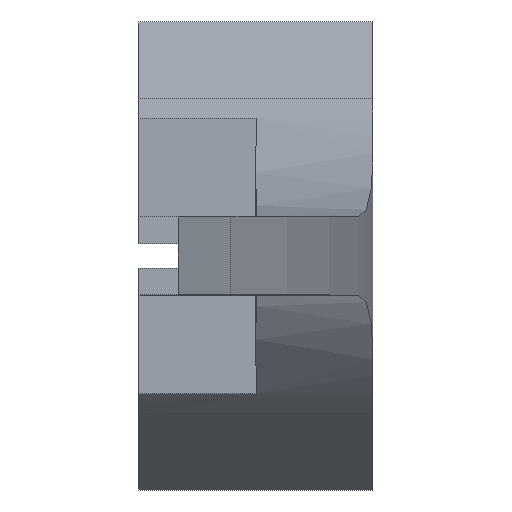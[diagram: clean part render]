
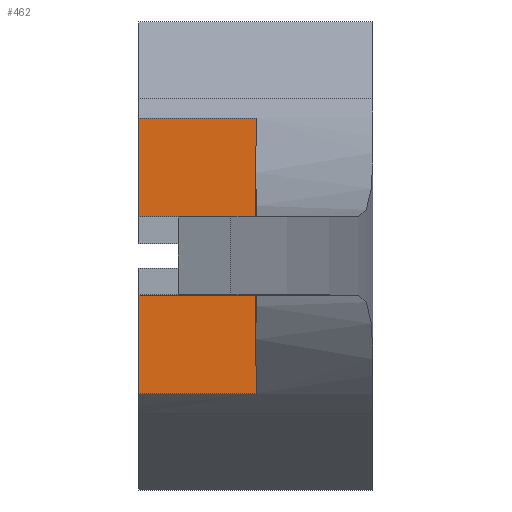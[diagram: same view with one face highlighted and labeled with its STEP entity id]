
A CAD part, front view. The second image highlights one B-rep face of the part: STEP entity #462.
In plain terms, the highlighted planar face has unit normal (0, -1, 0).
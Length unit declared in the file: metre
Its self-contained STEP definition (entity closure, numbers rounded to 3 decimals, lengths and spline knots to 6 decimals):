
#58=ORIENTED_EDGE('',*,*,#189,.F.);
#59=ORIENTED_EDGE('',*,*,#190,.T.);
#60=ORIENTED_EDGE('',*,*,#191,.F.);
#61=ORIENTED_EDGE('',*,*,#192,.T.);
#62=ORIENTED_EDGE('',*,*,#174,.F.);
#63=ORIENTED_EDGE('',*,*,#193,.F.);
#64=ORIENTED_EDGE('',*,*,#194,.T.);
#65=ORIENTED_EDGE('',*,*,#195,.F.);
#174=EDGE_CURVE('',#240,#237,#284,.T.);
#189=EDGE_CURVE('',#253,#254,#299,.T.);
#190=EDGE_CURVE('',#253,#255,#300,.T.);
#191=EDGE_CURVE('',#256,#255,#301,.T.);
#192=EDGE_CURVE('',#256,#237,#302,.T.);
#193=EDGE_CURVE('',#257,#240,#303,.T.);
#194=EDGE_CURVE('',#257,#258,#304,.T.);
#195=EDGE_CURVE('',#254,#258,#305,.F.);
#237=VERTEX_POINT('',#680);
#240=VERTEX_POINT('',#686);
#253=VERTEX_POINT('',#718);
#254=VERTEX_POINT('',#719);
#255=VERTEX_POINT('',#721);
#256=VERTEX_POINT('',#723);
#257=VERTEX_POINT('',#726);
#258=VERTEX_POINT('',#728);
#284=LINE('',#687,#341);
#299=LINE('',#717,#356);
#300=LINE('',#720,#357);
#301=LINE('',#722,#358);
#302=LINE('',#724,#359);
#303=LINE('',#725,#360);
#304=LINE('',#727,#361);
#305=LINE('',#729,#362);
#341=VECTOR('',#553,1.);
#356=VECTOR('',#574,1.);
#357=VECTOR('',#575,1.);
#358=VECTOR('',#576,1.);
#359=VECTOR('',#577,1.);
#360=VECTOR('',#578,1.);
#361=VECTOR('',#579,1.);
#362=VECTOR('',#580,1.);
#390=EDGE_LOOP('',(#58,#59,#60,#61,#62,#63,#64,#65));
#415=FACE_BOUND('',#390,.T.);
#440=PLANE('',#501);
#462=ADVANCED_FACE('',(#415),#440,.T.);
#501=AXIS2_PLACEMENT_3D('',#716,#572,#573);
#553=DIRECTION('',(0.,0.,1.));
#572=DIRECTION('',(0.,-1.,0.));
#573=DIRECTION('',(0.,0.,-1.));
#574=DIRECTION('',(0.,0.,1.));
#575=DIRECTION('',(1.,0.,0.));
#576=DIRECTION('',(0.,0.,1.));
#577=DIRECTION('',(-1.,0.,0.));
#578=DIRECTION('',(-1.,0.,0.));
#579=DIRECTION('',(0.,0.,1.));
#580=DIRECTION('',(-1.,0.,0.));
#680=CARTESIAN_POINT('',(0.,0.07,-0.0016));
#686=CARTESIAN_POINT('',(0.,0.07,-0.017648));
#687=CARTESIAN_POINT('',(0.,0.07,-0.05));
#716=CARTESIAN_POINT('',(0.0075,0.07,-0.05));
#717=CARTESIAN_POINT('',(0.,0.07,-0.05));
#718=CARTESIAN_POINT('',(0.,0.07,0.0016));
#719=CARTESIAN_POINT('',(0.,0.07,0.017648));
#720=CARTESIAN_POINT('',(0.0075,0.07,0.0016));
#721=CARTESIAN_POINT('',(0.005,0.07,0.0016));
#722=CARTESIAN_POINT('',(0.005,0.07,-0.05));
#723=CARTESIAN_POINT('',(0.005,0.07,-0.0016));
#724=CARTESIAN_POINT('',(0.0075,0.07,-0.0016));
#725=CARTESIAN_POINT('',(0.03,0.07,-0.017648));
#726=CARTESIAN_POINT('',(0.015,0.07,-0.017648));
#727=CARTESIAN_POINT('',(0.015,0.07,-0.05));
#728=CARTESIAN_POINT('',(0.015,0.07,0.017648));
#729=CARTESIAN_POINT('',(0.03,0.07,0.017648));
